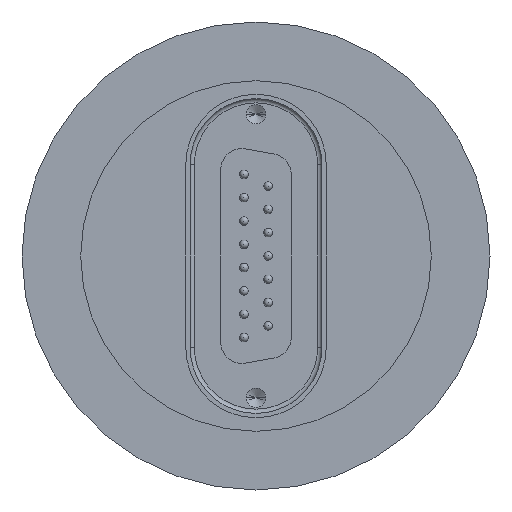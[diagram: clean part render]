
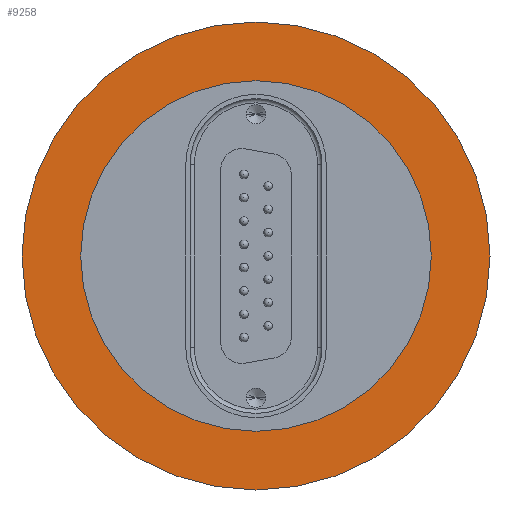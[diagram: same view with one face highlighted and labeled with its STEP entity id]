
A CAD part, left-side view. The second image highlights one B-rep face of the part: STEP entity #9258.
In plain terms, the highlighted planar face has unit normal (-1, 0, 0).
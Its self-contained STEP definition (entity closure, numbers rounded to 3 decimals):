
#119 = CARTESIAN_POINT ( 'NONE',  ( 0., 0., 0. ) ) ;
#494 = VERTEX_POINT ( 'NONE', #8061 ) ;
#635 = CIRCLE ( 'NONE', #8759, 27.5 ) ;
#745 = DIRECTION ( 'NONE',  ( -1., 0., 0. ) ) ;
#1116 = CARTESIAN_POINT ( 'NONE',  ( 0., 0., -20.6 ) ) ;
#1157 = CIRCLE ( 'NONE', #9852, 27.5 ) ;
#1466 = DIRECTION ( 'NONE',  ( 0., 0., 1. ) ) ;
#1814 = EDGE_CURVE ( 'NONE', #5416, #5482, #635, .T. ) ;
#2053 = CARTESIAN_POINT ( 'NONE',  ( 0., 0., -27.5 ) ) ;
#2335 = CARTESIAN_POINT ( 'NONE',  ( 0., 0., 0. ) ) ;
#2590 = ORIENTED_EDGE ( 'NONE', *, *, #6573, .F. ) ;
#2694 = DIRECTION ( 'NONE',  ( 0., 0., 1. ) ) ;
#2948 = CIRCLE ( 'NONE', #10181, 20.6 ) ;
#3529 = DIRECTION ( 'NONE',  ( -1., 0., 0. ) ) ;
#4010 = CARTESIAN_POINT ( 'NONE',  ( 0., 0., 27.5 ) ) ;
#4015 = VERTEX_POINT ( 'NONE', #1116 ) ;
#4385 = EDGE_LOOP ( 'NONE', ( #2590, #5965 ) ) ;
#4556 = CIRCLE ( 'NONE', #10724, 20.6 ) ;
#5416 = VERTEX_POINT ( 'NONE', #2053 ) ;
#5482 = VERTEX_POINT ( 'NONE', #4010 ) ;
#5965 = ORIENTED_EDGE ( 'NONE', *, *, #6193, .F. ) ;
#6193 = EDGE_CURVE ( 'NONE', #4015, #494, #2948, .T. ) ;
#6573 = EDGE_CURVE ( 'NONE', #494, #4015, #4556, .T. ) ;
#6705 = DIRECTION ( 'NONE',  ( -1., 0., 0. ) ) ;
#6718 = DIRECTION ( 'NONE',  ( 0., 0., -1. ) ) ;
#6952 = DIRECTION ( 'NONE',  ( 0., 0., 1. ) ) ;
#7334 = FACE_OUTER_BOUND ( 'NONE', #10195, .T. ) ;
#7378 = EDGE_CURVE ( 'NONE', #5482, #5416, #1157, .T. ) ;
#7555 = ORIENTED_EDGE ( 'NONE', *, *, #7378, .T. ) ;
#7598 = DIRECTION ( 'NONE',  ( 0., 0., 1. ) ) ;
#7895 = CARTESIAN_POINT ( 'NONE',  ( 0., 0., 0. ) ) ;
#8061 = CARTESIAN_POINT ( 'NONE',  ( 0., 0., 20.6 ) ) ;
#8337 = FACE_BOUND ( 'NONE', #4385, .T. ) ;
#8369 = AXIS2_PLACEMENT_3D ( 'NONE', #8512, #11040, #6718 ) ;
#8512 = CARTESIAN_POINT ( 'NONE',  ( 0., 0., -27.5 ) ) ;
#8759 = AXIS2_PLACEMENT_3D ( 'NONE', #7895, #3529, #6952 ) ;
#9258 = ADVANCED_FACE ( 'NONE', ( #8337, #7334 ), #9939, .F. ) ;
#9852 = AXIS2_PLACEMENT_3D ( 'NONE', #2335, #745, #1466 ) ;
#9939 = PLANE ( 'NONE',  #8369 ) ;
#10094 = ORIENTED_EDGE ( 'NONE', *, *, #1814, .T. ) ;
#10181 = AXIS2_PLACEMENT_3D ( 'NONE', #10985, #6705, #7598 ) ;
#10195 = EDGE_LOOP ( 'NONE', ( #7555, #10094 ) ) ;
#10456 = DIRECTION ( 'NONE',  ( -1., 0., 0. ) ) ;
#10724 = AXIS2_PLACEMENT_3D ( 'NONE', #119, #10456, #2694 ) ;
#10985 = CARTESIAN_POINT ( 'NONE',  ( 0., 0., 0. ) ) ;
#11040 = DIRECTION ( 'NONE',  ( 1., 0., 0. ) ) ;
